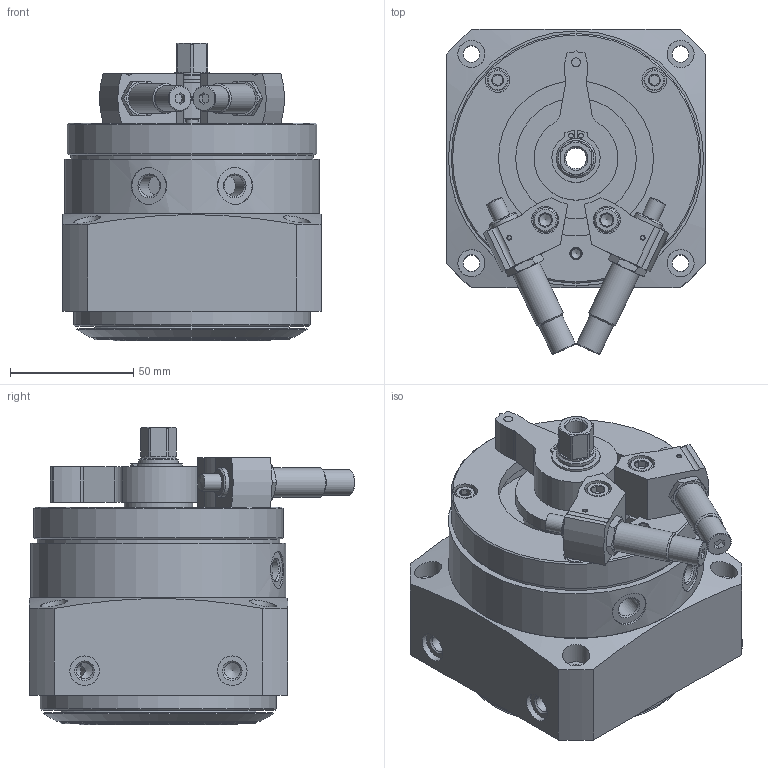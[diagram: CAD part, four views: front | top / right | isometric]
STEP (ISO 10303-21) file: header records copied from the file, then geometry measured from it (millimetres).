
FILE_DESCRIPTION(/* description */ ('STEP AP214'),/* implementation_level */ '2;1');
FILE_NAME(/* name */ '1369125_DSM-32-270-CC-HD-A-B',/* time_stamp */ '2024-08-21T18:23:55+02:00',/* author */ ('License CC BY-ND 4.0'),/* organization */ ('CADENAS'),/* preprocessor_version */ 'ST-DEVELOPER v19.3',/* originating_system */ 'PARTsolutions',/* authorisation */ ' ');
FILE_SCHEMA (('AUTOMOTIVE_DESIGN {1 0 10303 214 3 1 1}'));
Length unit declared in the file: millimetre
Products named in the file (9): 1369125 DSM-32-270-CC-HD-A-B---(0); 1371960 DSM-32-270-HD---(Geh); 342622 DSM-32_NS; 704065 DSM-32-BR---(HZ); 548013 DYSC-8-8-Y1F---(SD_0); DIN-912 - M6x25(F); 1346957 Mutter M12X1-3-14; 704064 DSM-32-BL---(HZ); 1371960 DSM-32-270-HD---(Kol)
Assembly tree (12 placements, depth 2):
  1369125 DSM-32-270-CC-HD-A-B---(0)
    1371960 DSM-32-270-HD---(Geh)
    342622 DSM-32_NS  x2
    704065 DSM-32-BR---(HZ)
    548013 DYSC-8-8-Y1F---(SD_0)  x2
    DIN-912 - M6x25(F)  x2
    1346957 Mutter M12X1-3-14  x2
    704064 DSM-32-BL---(HZ)
    1371960 DSM-32-270-HD---(Kol)
Bounding box: 105 x 132.26 x 121 mm (x, y, z)
Volume: 704805 mm3; surface area: 145506.1 mm2
Topology: 12 solids, 12 shells, 562 faces, 1249 edges, 797 vertices
Faces by surface type: plane 276, cylinder 175, cone 101, torus 8, sphere 2
Full cylindrical faces by diameter (mm): 1.567 x2, 2 x2, 2.1 x2, 3.7 x2, 4 x2, 4.134 x4, 4.917 x2, 5 x1, 6 x2, 6.6 x2, 6.647 x10, 6.8 x4, 7 x8, 8.5 x4, 8.566 x3, 10 x10, 10.4 x2, 10.917 x4, 11 x10, 12 x8, 14.5 x1, 15 x3, 15.2 x1, 16 x2, 20 x3, 27 x2, 28 x1, 43 x1, 49 x1, 63 x1
Entity records: 14001 total; most frequent: CARTESIAN_POINT 2404, DIRECTION 2227, ORIENTED_EDGE 1742, AXIS2_PLACEMENT_3D 925, EDGE_CURVE 871, FACE_BOUND 783, EDGE_LOOP 777, VERTEX_POINT 662
